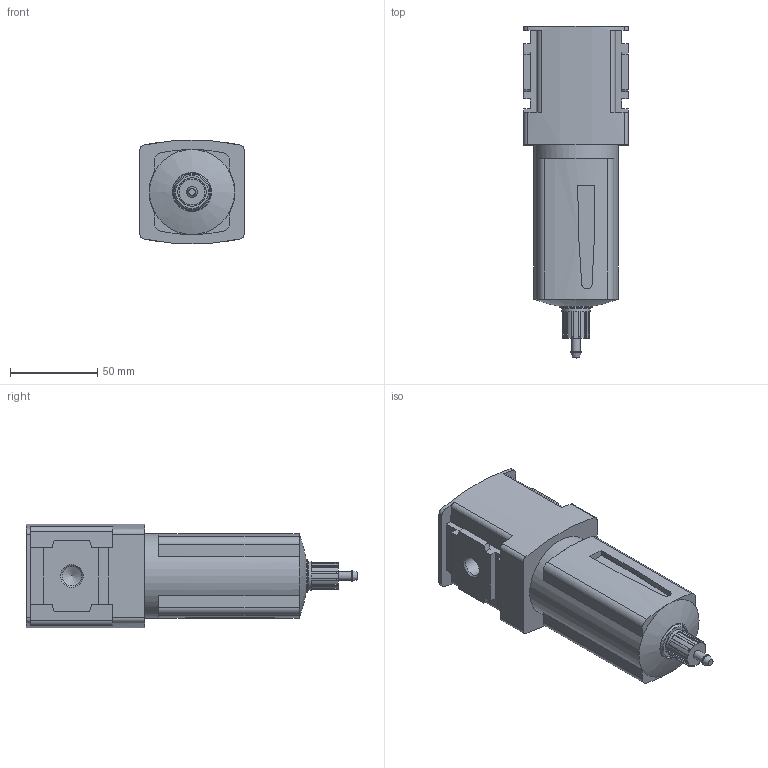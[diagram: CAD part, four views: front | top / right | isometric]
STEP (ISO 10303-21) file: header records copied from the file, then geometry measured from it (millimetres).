
FILE_DESCRIPTION( ( 'STEP AP214' ), ' ' );
FILE_NAME( 'P32FB12EGMN.stp', '2017-09-21T08:33:04', ( '' ), ( '' ), ' ', 'PARTsolutions', ' ' );
FILE_SCHEMA( ( 'AUTOMOTIVE_DESIGN { 1 0 10303 214 1 1 1 1 }' ) );
Length unit declared in the file: inch
Products named in the file (4): P32FB12EGMN; _P32FB12EGM_body; _P32FBGM_bowl; _P32FBGM_drain
Assembly tree (3 placements, depth 2):
  P32FB12EGMN
    _P32FB12EGM_body
    _P32FBGM_bowl
    _P32FBGM_drain
Bounding box: 60 x 190.47 x 59.32 mm (x, y, z)
Volume: 285163.3 mm3; surface area: 67603.3 mm2
Topology: 3 solids, 3 shells, 198 faces, 516 edges, 337 vertices
Faces by surface type: plane 115, cylinder 56, torus 16, cone 9, bspline 2
Full cylindrical faces by diameter (mm): 5.156 x1, 6.172 x1, 7.938 x1, 11.445 x2, 12.7 x1, 13.97 x1, 16.256 x1, 19.05 x1, 21.59 x1, 43.612 x1, 44.12 x1, 46.736 x2, 47.244 x2, 48.77 x1, 49.278 x1
Entity records: 7664 total; most frequent: CARTESIAN_POINT 1149, DIRECTION 1068, ORIENTED_EDGE 950, EDGE_CURVE 475, AXIS2_PLACEMENT_3D 399, VERTEX_POINT 332, LINE 270, VECTOR 270
